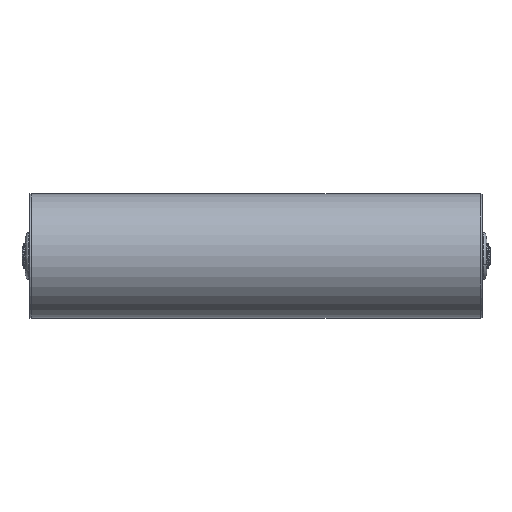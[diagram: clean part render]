
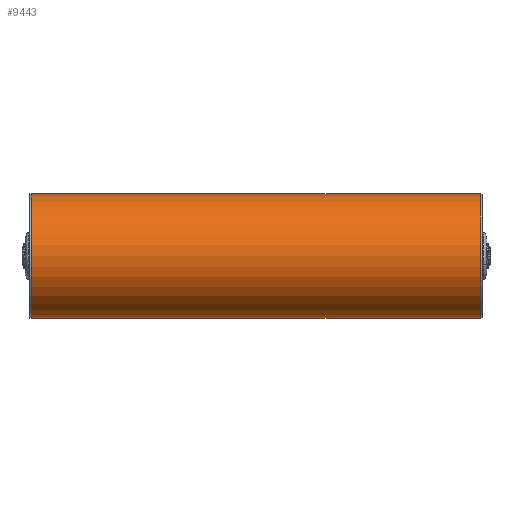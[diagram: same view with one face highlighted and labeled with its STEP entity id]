
A CAD part, front view. The second image highlights one B-rep face of the part: STEP entity #9443.
In plain terms, the highlighted cylindrical face has radius 40 mm (diameter 80 mm), a partial arc.
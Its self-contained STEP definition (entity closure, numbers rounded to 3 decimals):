
#369 = EDGE_CURVE ( 'NONE', #25733, #6797, #10778, .T. ) ;
#386 = FACE_OUTER_BOUND ( 'NONE', #4677, .T. ) ;
#1955 = AXIS2_PLACEMENT_3D ( 'NONE', #6032, #21140, #27469 ) ;
#2418 = CIRCLE ( 'NONE', #1955, 40. ) ;
#2553 = ORIENTED_EDGE ( 'NONE', *, *, #20160, .F. ) ;
#2672 = VERTEX_POINT ( 'NONE', #5275 ) ;
#4677 = EDGE_LOOP ( 'NONE', ( #2553, #18549, #26026, #13230 ) ) ;
#5275 = CARTESIAN_POINT ( 'NONE',  ( 288.7, 0., 40. ) ) ;
#5318 = CYLINDRICAL_SURFACE ( 'NONE', #17029, 40. ) ;
#5757 = DIRECTION ( 'NONE',  ( -1., 0., 0. ) ) ;
#5893 = CARTESIAN_POINT ( 'NONE',  ( 288.7, 0., -40. ) ) ;
#6032 = CARTESIAN_POINT ( 'NONE',  ( 288.7, 0., 0. ) ) ;
#6797 = VERTEX_POINT ( 'NONE', #19704 ) ;
#9443 = ADVANCED_FACE ( 'NONE', ( #386 ), #5318, .T. ) ;
#9537 = DIRECTION ( 'NONE',  ( 0., 0., 1. ) ) ;
#10102 = DIRECTION ( 'NONE',  ( -1., 0., 0. ) ) ;
#10227 = CARTESIAN_POINT ( 'NONE',  ( 288.7, 0., -40. ) ) ;
#10778 = CIRCLE ( 'NONE', #13978, 40. ) ;
#13230 = ORIENTED_EDGE ( 'NONE', *, *, #369, .T. ) ;
#13978 = AXIS2_PLACEMENT_3D ( 'NONE', #22403, #24771, #16336 ) ;
#14563 = DIRECTION ( 'NONE',  ( -1., 0., 0. ) ) ;
#16336 = DIRECTION ( 'NONE',  ( 0., 0., -1. ) ) ;
#17029 = AXIS2_PLACEMENT_3D ( 'NONE', #18164, #10102, #9537 ) ;
#18164 = CARTESIAN_POINT ( 'NONE',  ( 288.7, 0., 0. ) ) ;
#18180 = VECTOR ( 'NONE', #14563, 1000. ) ;
#18523 = CARTESIAN_POINT ( 'NONE',  ( 288.7, 0., 40. ) ) ;
#18549 = ORIENTED_EDGE ( 'NONE', *, *, #21612, .F. ) ;
#19082 = LINE ( 'NONE', #18523, #18180 ) ;
#19597 = VERTEX_POINT ( 'NONE', #10227 ) ;
#19704 = CARTESIAN_POINT ( 'NONE',  ( 1.2, 0., -40. ) ) ;
#20160 = EDGE_CURVE ( 'NONE', #19597, #6797, #25225, .T. ) ;
#20638 = EDGE_CURVE ( 'NONE', #2672, #25733, #19082, .T. ) ;
#21140 = DIRECTION ( 'NONE',  ( 1., 0., 0. ) ) ;
#21612 = EDGE_CURVE ( 'NONE', #2672, #19597, #2418, .T. ) ;
#22403 = CARTESIAN_POINT ( 'NONE',  ( 1.2, 0., 0. ) ) ;
#22624 = VECTOR ( 'NONE', #5757, 1000. ) ;
#24771 = DIRECTION ( 'NONE',  ( 1., 0., 0. ) ) ;
#25225 = LINE ( 'NONE', #5893, #22624 ) ;
#25284 = CARTESIAN_POINT ( 'NONE',  ( 1.2, 0., 40. ) ) ;
#25733 = VERTEX_POINT ( 'NONE', #25284 ) ;
#26026 = ORIENTED_EDGE ( 'NONE', *, *, #20638, .T. ) ;
#27469 = DIRECTION ( 'NONE',  ( 0., 0., -1. ) ) ;
